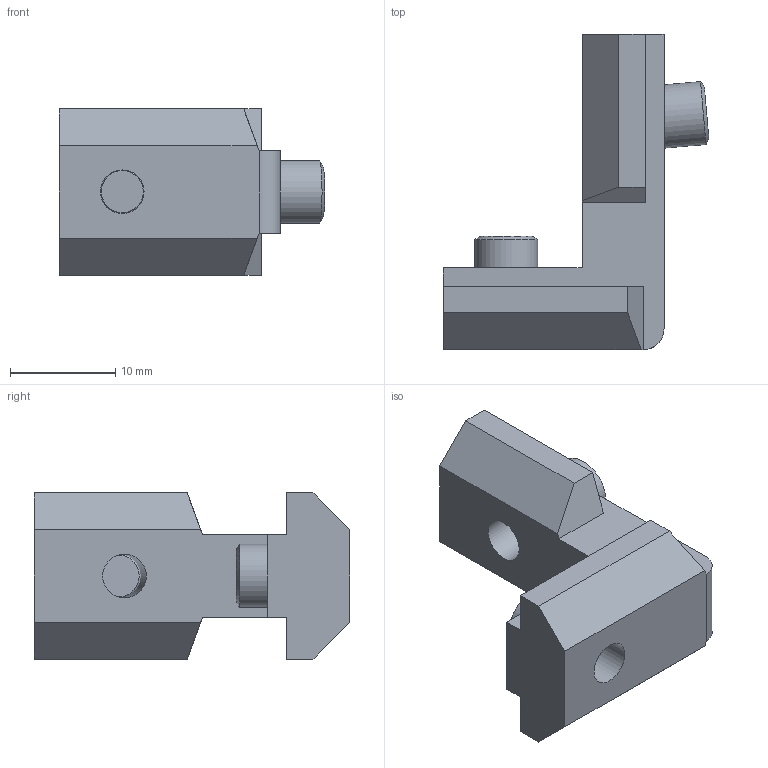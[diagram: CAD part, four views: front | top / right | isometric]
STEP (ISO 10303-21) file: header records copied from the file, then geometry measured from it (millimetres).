
FILE_DESCRIPTION(/* description */ (''),/* implementation_level */ '2;1');
FILE_NAME(/* name */ '1025411.stp',/* time_stamp */ '2024-07-24T11:31:31+02:00',/* author */ ('Bo'),/* organization */ (''),/* preprocessor_version */ 'ST-DEVELOPER v20',/* originating_system */ 'Autodesk Inventor 2025',/* authorisation */ ' ');
FILE_SCHEMA (('AUTOMOTIVE_DESIGN { 1 0 10303 214 3 1 1 }'));
Length unit declared in the file: millimetre
Products named in the file (4): 1025411; 1025411-1; 1025411-2; 1025411-3
Assembly tree (3 placements, depth 2):
  1025411
    1025411-1
    1025411-2
    1025411-3
Bounding box: 25.25 x 30 x 15.8 mm (x, y, z)
Volume: 3906.6 mm3; surface area: 2478.8 mm2
Topology: 3 solids, 3 shells, 51 faces, 125 edges, 82 vertices
Faces by surface type: plane 42, cylinder 5, cone 4
Full cylindrical faces by diameter (mm): 4.134 x2, 6 x2
Entity records: 1663 total; most frequent: CARTESIAN_POINT 265, DIRECTION 257, ORIENTED_EDGE 250, EDGE_CURVE 125, LINE 109, VECTOR 109, VERTEX_POINT 82, AXIS2_PLACEMENT_3D 74
